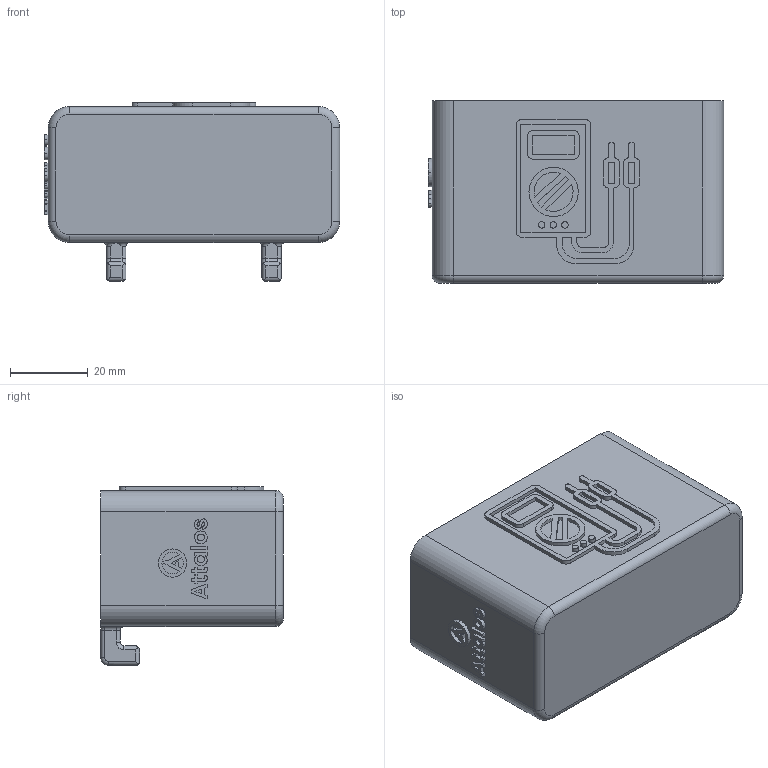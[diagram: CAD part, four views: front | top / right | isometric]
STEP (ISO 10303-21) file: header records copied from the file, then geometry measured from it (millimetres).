
FILE_DESCRIPTION (( 'STEP AP203' ), '1' );
FILE_NAME ('DMM Holder.STEP', '2024-02-07T20:36:00', ( '' ), ( '' ), 'SwSTEP 2.0', 'SolidWorks 2022', '' );
FILE_SCHEMA (( 'CONFIG_CONTROL_DESIGN' ));
Length unit declared in the file: millimetre
Products named in the file (1): DMM Holder
Bounding box: 76 x 47 x 46 mm (x, y, z)
Volume: 28766.6 mm3; surface area: 25668.5 mm2
Topology: 15 solids, 15 shells, 320 faces, 826 edges, 536 vertices
Faces by surface type: plane 171, cylinder 91, bspline 34, torus 20, cone 4
Entity records: 11663 total; most frequent: CARTESIAN_POINT 3915, ORIENTED_EDGE 1652, DIRECTION 1484, EDGE_CURVE 826, VECTOR 538, LINE 538, VERTEX_POINT 536, AXIS2_PLACEMENT_3D 473
